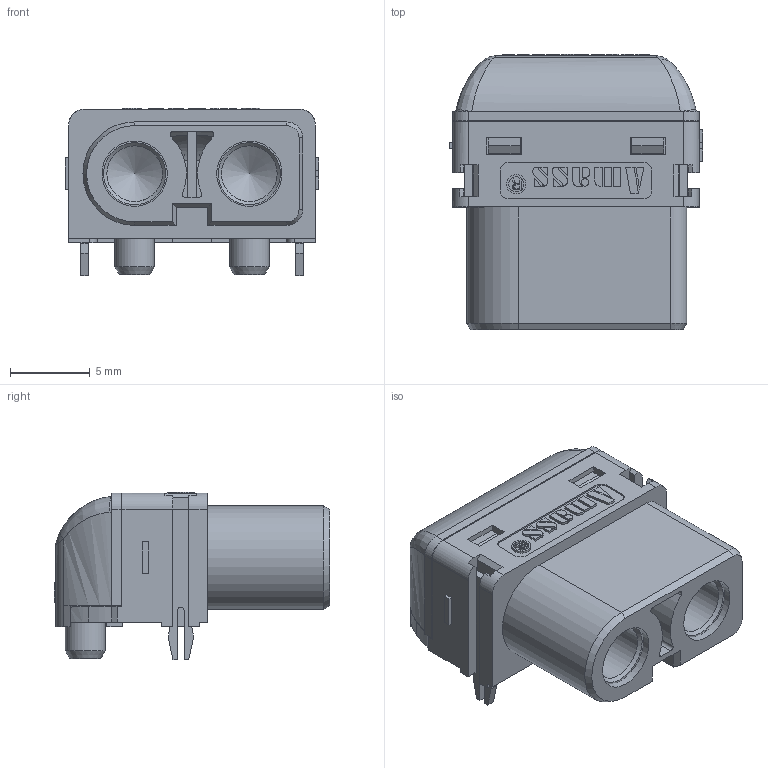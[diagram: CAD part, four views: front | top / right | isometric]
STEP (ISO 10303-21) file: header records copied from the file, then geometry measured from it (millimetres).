
FILE_DESCRIPTION( ( '' ), ' ' );
FILE_NAME( '5dbcc76f30187b15c6503787.step', '2019-11-02T00:01:52', ( '' ), ( '' ), ' ', ' ', ' ' );
FILE_SCHEMA( ( 'AUTOMOTIVE_DESIGN { 1 0 10303 214 1 1 1 1 }' ) );
Length unit declared in the file: metre
Products named in the file (5): Assem1; XT60____-8______-UL-21155; XT60PW-F20____-8-UL; XT60____-8____-21158; XT60____-8________
Assembly tree (6 placements, depth 2):
  Assem1
    XT60____-8______-UL-21155
    XT60PW-F20____-8-UL
    XT60____-8____-21158  x2
    XT60____-8________  x2
Bounding box: 15.9 x 17.3 x 10.5 mm (x, y, z)
Volume: 1159.3 mm3; surface area: 2832.5 mm2
Topology: 6 solids, 8 shells, 595 faces, 1585 edges, 1035 vertices
Faces by surface type: plane 379, cylinder 122, bspline 41, extrusion 34, cone 15, torus 4
Full cylindrical faces by diameter (mm): 0.478 x1, 0.96 x1, 1 x2, 1.211 x1, 2.5 x4, 3.5 x2, 4.1 x2, 4.2 x6
Entity records: 25464 total; most frequent: CARTESIAN_POINT 7237, ORIENTED_EDGE 2932, DIRECTION 2569, EDGE_CURVE 1466, VECTOR 1101, LINE 1067, VERTEX_POINT 972, AXIS2_PLACEMENT_3D 734
